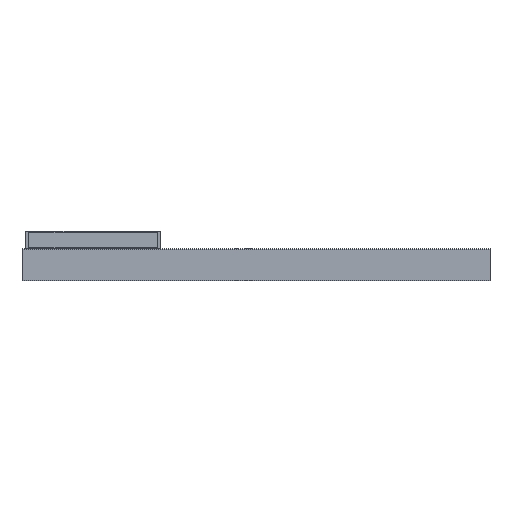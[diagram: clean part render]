
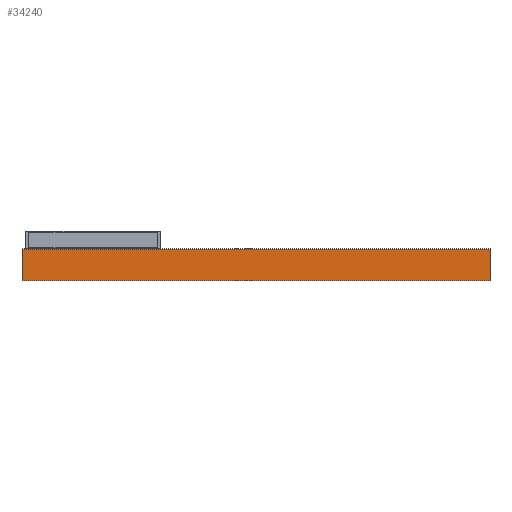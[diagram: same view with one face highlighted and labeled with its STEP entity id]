
A CAD part, front view. The second image highlights one B-rep face of the part: STEP entity #34240.
In plain terms, the highlighted planar face has unit normal (0, -1, 0).
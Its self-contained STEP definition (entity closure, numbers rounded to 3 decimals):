
#33019 = VERTEX_POINT('',#33020);
#33020 = CARTESIAN_POINT('',(0.,-45.,-0.5));
#33028 = CYLINDRICAL_SURFACE('',#33029,0.5);
#33029 = AXIS2_PLACEMENT_3D('',#33030,#33031,#33032);
#33030 = CARTESIAN_POINT('',(0.,-44.5,-0.5));
#33031 = DIRECTION('',(1.,0.,0.));
#33032 = DIRECTION('',(0.,0.,1.));
#33040 = PLANE('',#33041);
#33041 = AXIS2_PLACEMENT_3D('',#33042,#33043,#33044);
#33042 = CARTESIAN_POINT('',(0.,-45.,-35.));
#33043 = DIRECTION('',(-1.,0.,0.));
#33044 = DIRECTION('',(0.,0.,-1.));
#33056 = EDGE_CURVE('',#33019,#33057,#33059,.T.);
#33057 = VERTEX_POINT('',#33058);
#33058 = CARTESIAN_POINT('',(508.,-45.,-0.5));
#33059 = SURFACE_CURVE('',#33060,(#33064,#33071),.PCURVE_S1.);
#33060 = LINE('',#33061,#33062);
#33061 = CARTESIAN_POINT('',(0.,-45.,-0.5));
#33062 = VECTOR('',#33063,1.);
#33063 = DIRECTION('',(1.,0.,0.));
#33064 = PCURVE('',#33028,#33065);
#33065 = DEFINITIONAL_REPRESENTATION('',(#33066),#33070);
#33066 = LINE('',#33067,#33068);
#33067 = CARTESIAN_POINT('',(1.571,0.));
#33068 = VECTOR('',#33069,1.);
#33069 = DIRECTION('',(0.,1.));
#33070 = ( GEOMETRIC_REPRESENTATION_CONTEXT(2) 
PARAMETRIC_REPRESENTATION_CONTEXT() REPRESENTATION_CONTEXT('2D SPACE',''
  ) );
#33071 = PCURVE('',#33072,#33077);
#33072 = PLANE('',#33073);
#33073 = AXIS2_PLACEMENT_3D('',#33074,#33075,#33076);
#33074 = CARTESIAN_POINT('',(0.,-45.,0.));
#33075 = DIRECTION('',(0.,1.,0.));
#33076 = DIRECTION('',(0.,0.,-1.));
#33077 = DEFINITIONAL_REPRESENTATION('',(#33078),#33082);
#33078 = LINE('',#33079,#33080);
#33079 = CARTESIAN_POINT('',(0.5,0.));
#33080 = VECTOR('',#33081,1.);
#33081 = DIRECTION('',(0.,-1.));
#33082 = ( GEOMETRIC_REPRESENTATION_CONTEXT(2) 
PARAMETRIC_REPRESENTATION_CONTEXT() REPRESENTATION_CONTEXT('2D SPACE',''
  ) );
#33101 = PLANE('',#33102);
#33102 = AXIS2_PLACEMENT_3D('',#33103,#33104,#33105);
#33103 = CARTESIAN_POINT('',(508.,-45.,-35.));
#33104 = DIRECTION('',(-1.,0.,0.));
#33105 = DIRECTION('',(0.,0.,-1.));
#34139 = VERTEX_POINT('',#34140);
#34140 = CARTESIAN_POINT('',(0.,-45.,-34.5));
#34159 = CYLINDRICAL_SURFACE('',#34160,0.5);
#34160 = AXIS2_PLACEMENT_3D('',#34161,#34162,#34163);
#34161 = CARTESIAN_POINT('',(0.,-44.5,-34.5));
#34162 = DIRECTION('',(1.,0.,0.));
#34163 = DIRECTION('',(0.,-1.,0.));
#34171 = EDGE_CURVE('',#33019,#34139,#34172,.T.);
#34172 = SURFACE_CURVE('',#34173,(#34177,#34184),.PCURVE_S1.);
#34173 = LINE('',#34174,#34175);
#34174 = CARTESIAN_POINT('',(0.,-45.,0.));
#34175 = VECTOR('',#34176,1.);
#34176 = DIRECTION('',(0.,0.,-1.));
#34177 = PCURVE('',#33040,#34178);
#34178 = DEFINITIONAL_REPRESENTATION('',(#34179),#34183);
#34179 = LINE('',#34180,#34181);
#34180 = CARTESIAN_POINT('',(-35.,0.));
#34181 = VECTOR('',#34182,1.);
#34182 = DIRECTION('',(1.,0.));
#34183 = ( GEOMETRIC_REPRESENTATION_CONTEXT(2) 
PARAMETRIC_REPRESENTATION_CONTEXT() REPRESENTATION_CONTEXT('2D SPACE',''
  ) );
#34184 = PCURVE('',#33072,#34185);
#34185 = DEFINITIONAL_REPRESENTATION('',(#34186),#34190);
#34186 = LINE('',#34187,#34188);
#34187 = CARTESIAN_POINT('',(0.,0.));
#34188 = VECTOR('',#34189,1.);
#34189 = DIRECTION('',(1.,0.));
#34190 = ( GEOMETRIC_REPRESENTATION_CONTEXT(2) 
PARAMETRIC_REPRESENTATION_CONTEXT() REPRESENTATION_CONTEXT('2D SPACE',''
  ) );
#34240 = ADVANCED_FACE('',(#34241),#33072,.F.);
#34241 = FACE_BOUND('',#34242,.F.);
#34242 = EDGE_LOOP('',(#34243,#34244,#34245,#34268));
#34243 = ORIENTED_EDGE('',*,*,#34171,.F.);
#34244 = ORIENTED_EDGE('',*,*,#33056,.T.);
#34245 = ORIENTED_EDGE('',*,*,#34246,.T.);
#34246 = EDGE_CURVE('',#33057,#34247,#34249,.T.);
#34247 = VERTEX_POINT('',#34248);
#34248 = CARTESIAN_POINT('',(508.,-45.,-34.5));
#34249 = SURFACE_CURVE('',#34250,(#34254,#34261),.PCURVE_S1.);
#34250 = LINE('',#34251,#34252);
#34251 = CARTESIAN_POINT('',(508.,-45.,0.));
#34252 = VECTOR('',#34253,1.);
#34253 = DIRECTION('',(0.,0.,-1.));
#34254 = PCURVE('',#33072,#34255);
#34255 = DEFINITIONAL_REPRESENTATION('',(#34256),#34260);
#34256 = LINE('',#34257,#34258);
#34257 = CARTESIAN_POINT('',(0.,-508.));
#34258 = VECTOR('',#34259,1.);
#34259 = DIRECTION('',(1.,0.));
#34260 = ( GEOMETRIC_REPRESENTATION_CONTEXT(2) 
PARAMETRIC_REPRESENTATION_CONTEXT() REPRESENTATION_CONTEXT('2D SPACE',''
  ) );
#34261 = PCURVE('',#33101,#34262);
#34262 = DEFINITIONAL_REPRESENTATION('',(#34263),#34267);
#34263 = LINE('',#34264,#34265);
#34264 = CARTESIAN_POINT('',(-35.,0.));
#34265 = VECTOR('',#34266,1.);
#34266 = DIRECTION('',(1.,0.));
#34267 = ( GEOMETRIC_REPRESENTATION_CONTEXT(2) 
PARAMETRIC_REPRESENTATION_CONTEXT() REPRESENTATION_CONTEXT('2D SPACE',''
  ) );
#34268 = ORIENTED_EDGE('',*,*,#34269,.F.);
#34269 = EDGE_CURVE('',#34139,#34247,#34270,.T.);
#34270 = SURFACE_CURVE('',#34271,(#34275,#34282),.PCURVE_S1.);
#34271 = LINE('',#34272,#34273);
#34272 = CARTESIAN_POINT('',(0.,-45.,-34.5));
#34273 = VECTOR('',#34274,1.);
#34274 = DIRECTION('',(1.,0.,0.));
#34275 = PCURVE('',#33072,#34276);
#34276 = DEFINITIONAL_REPRESENTATION('',(#34277),#34281);
#34277 = LINE('',#34278,#34279);
#34278 = CARTESIAN_POINT('',(34.5,0.));
#34279 = VECTOR('',#34280,1.);
#34280 = DIRECTION('',(0.,-1.));
#34281 = ( GEOMETRIC_REPRESENTATION_CONTEXT(2) 
PARAMETRIC_REPRESENTATION_CONTEXT() REPRESENTATION_CONTEXT('2D SPACE',''
  ) );
#34282 = PCURVE('',#34159,#34283);
#34283 = DEFINITIONAL_REPRESENTATION('',(#34284),#34288);
#34284 = LINE('',#34285,#34286);
#34285 = CARTESIAN_POINT('',(0.,0.));
#34286 = VECTOR('',#34287,1.);
#34287 = DIRECTION('',(0.,1.));
#34288 = ( GEOMETRIC_REPRESENTATION_CONTEXT(2) 
PARAMETRIC_REPRESENTATION_CONTEXT() REPRESENTATION_CONTEXT('2D SPACE',''
  ) );
